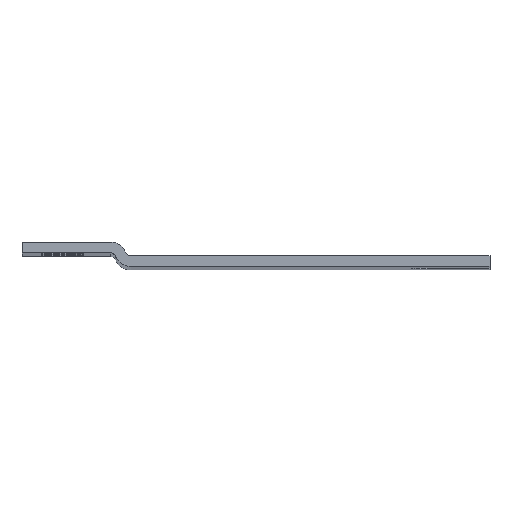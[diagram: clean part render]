
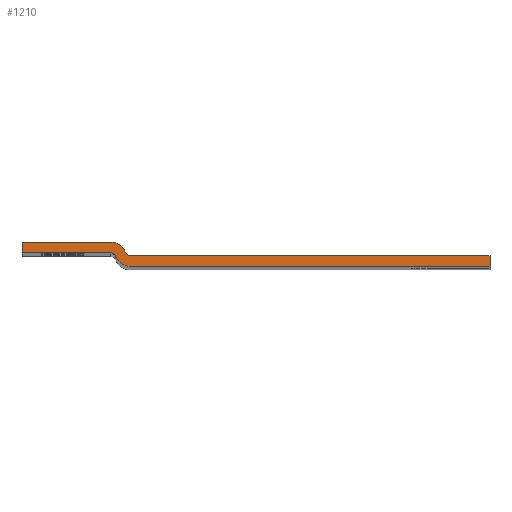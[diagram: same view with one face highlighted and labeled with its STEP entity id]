
A CAD part, top view. The second image highlights one B-rep face of the part: STEP entity #1210.
In plain terms, the highlighted planar face has unit normal (0, 0, 1).
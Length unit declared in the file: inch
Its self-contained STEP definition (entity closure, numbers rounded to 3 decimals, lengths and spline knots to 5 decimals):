
#24 = VERTEX_POINT ( 'NONE', #1388 ) ;
#29 = ORIENTED_EDGE ( 'NONE', *, *, #1721, .T. ) ;
#108 = CIRCLE ( 'NONE', #1187, 0.108 ) ;
#133 = DIRECTION ( 'NONE',  ( 0., -1., 0. ) ) ;
#160 = DIRECTION ( 'NONE',  ( 0., 0., 1. ) ) ;
#172 = VERTEX_POINT ( 'NONE', #1634 ) ;
#179 = DIRECTION ( 'NONE',  ( 0., 0., 1. ) ) ;
#197 = DIRECTION ( 'NONE',  ( 0., 0., -1. ) ) ;
#198 = ORIENTED_EDGE ( 'NONE', *, *, #262, .T. ) ;
#199 = VERTEX_POINT ( 'NONE', #956 ) ;
#204 = CARTESIAN_POINT ( 'NONE',  ( -0.97118, 0.054, 6.984 ) ) ;
#219 = CARTESIAN_POINT ( 'NONE',  ( -0.93781, 0.0675, 6.984 ) ) ;
#233 = CARTESIAN_POINT ( 'NONE',  ( 1.5625, 0.072, 6.984 ) ) ;
#242 = DIRECTION ( 'NONE',  ( 1., 0., 0. ) ) ;
#262 = EDGE_CURVE ( 'NONE', #172, #24, #485, .T. ) ;
#451 = VECTOR ( 'NONE', #242, 39.37008 ) ;
#485 = LINE ( 'NONE', #1181, #793 ) ;
#505 = EDGE_CURVE ( 'NONE', #199, #591, #1106, .T. ) ;
#515 = AXIS2_PLACEMENT_3D ( 'NONE', #204, #179, #744 ) ;
#518 = DIRECTION ( 'NONE',  ( 1., 0., 0. ) ) ;
#520 = PLANE ( 'NONE',  #1239 ) ;
#522 = DIRECTION ( 'NONE',  ( 1., 0., 0. ) ) ;
#529 = CARTESIAN_POINT ( 'NONE',  ( -0.83769, 0.108, 6.984 ) ) ;
#537 = CARTESIAN_POINT ( 'NONE',  ( -1.5625, 0.162, 6.984 ) ) ;
#541 = CIRCLE ( 'NONE', #515, 0.108 ) ;
#557 = VERTEX_POINT ( 'NONE', #1376 ) ;
#572 = VERTEX_POINT ( 'NONE', #717 ) ;
#591 = VERTEX_POINT ( 'NONE', #1136 ) ;
#606 = CARTESIAN_POINT ( 'NONE',  ( -0.97118, 0.162, 6.984 ) ) ;
#662 = CARTESIAN_POINT ( 'NONE',  ( -0.87106, 0.0945, 6.984 ) ) ;
#672 = CARTESIAN_POINT ( 'NONE',  ( 1.5625, 0.162, 6.984 ) ) ;
#683 = ORIENTED_EDGE ( 'NONE', *, *, #883, .T. ) ;
#689 = VECTOR ( 'NONE', #133, 39.37008 ) ;
#717 = CARTESIAN_POINT ( 'NONE',  ( -1.5625, 0.162, 6.984 ) ) ;
#726 = DIRECTION ( 'NONE',  ( 1., 0., 0. ) ) ;
#735 = EDGE_LOOP ( 'NONE', ( #885, #739, #1054, #29, #683, #198, #1705, #1265, #1585, #1140 ) ) ;
#739 = ORIENTED_EDGE ( 'NONE', *, *, #1346, .T. ) ;
#744 = DIRECTION ( 'NONE',  ( 0., 1., 0. ) ) ;
#757 = VERTEX_POINT ( 'NONE', #606 ) ;
#793 = VECTOR ( 'NONE', #518, 39.37008 ) ;
#806 = VECTOR ( 'NONE', #1094, 39.37008 ) ;
#807 = LINE ( 'NONE', #537, #806 ) ;
#808 = CARTESIAN_POINT ( 'NONE',  ( -0.97118, 0.09, 6.984 ) ) ;
#883 = EDGE_CURVE ( 'NONE', #1044, #172, #108, .T. ) ;
#885 = ORIENTED_EDGE ( 'NONE', *, *, #1318, .T. ) ;
#887 = DIRECTION ( 'NONE',  ( 0., 1., 0. ) ) ;
#945 = CARTESIAN_POINT ( 'NONE',  ( 1.5625, 0.09, 6.984 ) ) ;
#956 = CARTESIAN_POINT ( 'NONE',  ( 1.5625, 0.072, 6.984 ) ) ;
#973 = CARTESIAN_POINT ( 'NONE',  ( -0.83769, 0.108, 6.984 ) ) ;
#1016 = CARTESIAN_POINT ( 'NONE',  ( -0.97118, 0.054, 6.984 ) ) ;
#1038 = VECTOR ( 'NONE', #1377, 39.37008 ) ;
#1044 = VERTEX_POINT ( 'NONE', #219 ) ;
#1054 = ORIENTED_EDGE ( 'NONE', *, *, #1343, .T. ) ;
#1076 = CARTESIAN_POINT ( 'NONE',  ( 1.5625, 0.162, 6.984 ) ) ;
#1094 = DIRECTION ( 'NONE',  ( 0., -1., 0. ) ) ;
#1106 = LINE ( 'NONE', #1769, #1347 ) ;
#1120 = AXIS2_PLACEMENT_3D ( 'NONE', #529, #1795, #522 ) ;
#1136 = CARTESIAN_POINT ( 'NONE',  ( -0.83769, 0.072, 6.984 ) ) ;
#1140 = ORIENTED_EDGE ( 'NONE', *, *, #1739, .T. ) ;
#1181 = CARTESIAN_POINT ( 'NONE',  ( -1.5625, 0., 6.984 ) ) ;
#1187 = AXIS2_PLACEMENT_3D ( 'NONE', #973, #160, #726 ) ;
#1210 = ADVANCED_FACE ( 'NONE', ( #1225 ), #520, .T. ) ;
#1225 = FACE_OUTER_BOUND ( 'NONE', #735, .T. ) ;
#1239 = AXIS2_PLACEMENT_3D ( 'NONE', #1076, #1628, #1361 ) ;
#1245 = DIRECTION ( 'NONE',  ( -1., 0., 0. ) ) ;
#1248 = LINE ( 'NONE', #233, #689 ) ;
#1259 = EDGE_CURVE ( 'NONE', #199, #24, #1248, .T. ) ;
#1265 = ORIENTED_EDGE ( 'NONE', *, *, #505, .T. ) ;
#1292 = EDGE_CURVE ( 'NONE', #591, #1435, #1559, .T. ) ;
#1318 = EDGE_CURVE ( 'NONE', #757, #572, #1519, .T. ) ;
#1329 = AXIS2_PLACEMENT_3D ( 'NONE', #1016, #197, #887 ) ;
#1343 = EDGE_CURVE ( 'NONE', #557, #1507, #1630, .T. ) ;
#1346 = EDGE_CURVE ( 'NONE', #572, #557, #807, .T. ) ;
#1347 = VECTOR ( 'NONE', #1245, 39.37008 ) ;
#1361 = DIRECTION ( 'NONE',  ( 1., 0., 0. ) ) ;
#1376 = CARTESIAN_POINT ( 'NONE',  ( -1.5625, 0.09, 6.984 ) ) ;
#1377 = DIRECTION ( 'NONE',  ( -1., 0., 0. ) ) ;
#1388 = CARTESIAN_POINT ( 'NONE',  ( 1.5625, 0., 6.984 ) ) ;
#1435 = VERTEX_POINT ( 'NONE', #662 ) ;
#1507 = VERTEX_POINT ( 'NONE', #808 ) ;
#1519 = LINE ( 'NONE', #672, #1038 ) ;
#1559 = CIRCLE ( 'NONE', #1120, 0.036 ) ;
#1585 = ORIENTED_EDGE ( 'NONE', *, *, #1292, .T. ) ;
#1589 = CIRCLE ( 'NONE', #1329, 0.036 ) ;
#1628 = DIRECTION ( 'NONE',  ( 0., 0., 1. ) ) ;
#1630 = LINE ( 'NONE', #945, #451 ) ;
#1634 = CARTESIAN_POINT ( 'NONE',  ( -0.83769, 0., 6.984 ) ) ;
#1705 = ORIENTED_EDGE ( 'NONE', *, *, #1259, .F. ) ;
#1721 = EDGE_CURVE ( 'NONE', #1507, #1044, #1589, .T. ) ;
#1739 = EDGE_CURVE ( 'NONE', #1435, #757, #541, .T. ) ;
#1769 = CARTESIAN_POINT ( 'NONE',  ( 1.5625, 0.072, 6.984 ) ) ;
#1795 = DIRECTION ( 'NONE',  ( 0., 0., -1. ) ) ;
